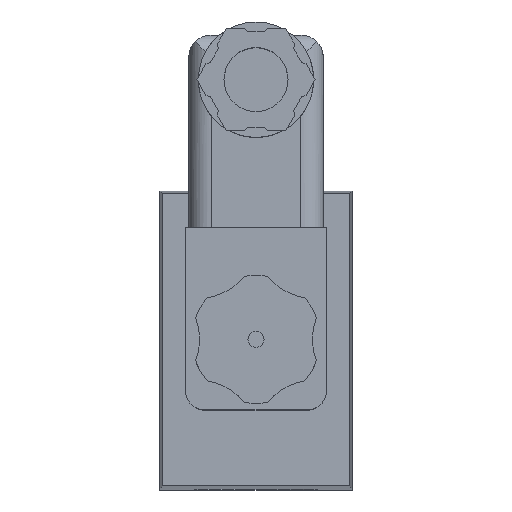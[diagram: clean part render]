
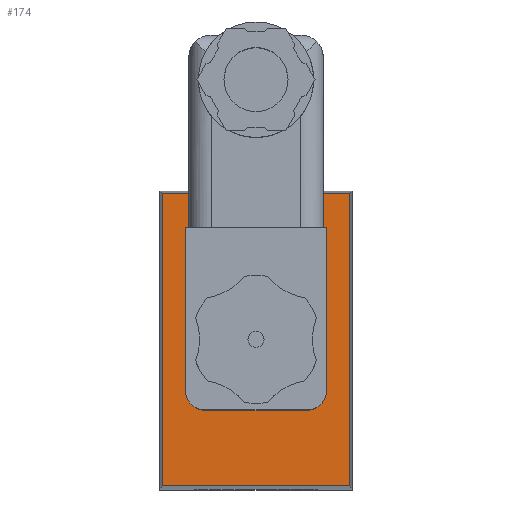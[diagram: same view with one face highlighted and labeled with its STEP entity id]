
A CAD part, top view. The second image highlights one B-rep face of the part: STEP entity #174.
In plain terms, the highlighted planar face has unit normal (0, 0, 1).
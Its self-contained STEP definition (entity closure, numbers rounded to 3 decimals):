
#174 = ADVANCED_FACE( '', ( #573 ), #574, .T. );
#573 = FACE_OUTER_BOUND( '', #1199, .T. );
#574 = PLANE( '', #1200 );
#1199 = EDGE_LOOP( '', ( #2407, #2408, #2409, #2410, #2411, #2412, #2413, #2414, #2415, #2416, #2417, #2418, #2419, #2420 ) );
#1200 = AXIS2_PLACEMENT_3D( '', #2421, #2422, #2423 );
#2407 = ORIENTED_EDGE( '', *, *, #4168, .T. );
#2408 = ORIENTED_EDGE( '', *, *, #4158, .F. );
#2409 = ORIENTED_EDGE( '', *, *, #4159, .F. );
#2410 = ORIENTED_EDGE( '', *, *, #4161, .F. );
#2411 = ORIENTED_EDGE( '', *, *, #4163, .F. );
#2412 = ORIENTED_EDGE( '', *, *, #4165, .F. );
#2413 = ORIENTED_EDGE( '', *, *, #4167, .F. );
#2414 = ORIENTED_EDGE( '', *, *, #4155, .F. );
#2415 = ORIENTED_EDGE( '', *, *, #4169, .F. );
#2416 = ORIENTED_EDGE( '', *, *, #4170, .T. );
#2417 = ORIENTED_EDGE( '', *, *, #4171, .T. );
#2418 = ORIENTED_EDGE( '', *, *, #4172, .T. );
#2419 = ORIENTED_EDGE( '', *, *, #4173, .T. );
#2420 = ORIENTED_EDGE( '', *, *, #4174, .T. );
#2421 = CARTESIAN_POINT( '', ( 0., 0., 18. ) );
#2422 = DIRECTION( '', ( 0., 0., 1. ) );
#2423 = DIRECTION( '', ( 1., 0., 0. ) );
#4155 = EDGE_CURVE( '', #5087, #5089, #5090, .T. );
#4158 = EDGE_CURVE( '', #5092, #5084, #5094, .T. );
#4159 = EDGE_CURVE( '', #5095, #5092, #5096, .T. );
#4161 = EDGE_CURVE( '', #5098, #5095, #5099, .T. );
#4163 = EDGE_CURVE( '', #5101, #5098, #5102, .T. );
#4165 = EDGE_CURVE( '', #5104, #5101, #5105, .T. );
#4167 = EDGE_CURVE( '', #5089, #5104, #5107, .T. );
#4168 = EDGE_CURVE( '', #5108, #5084, #5109, .T. );
#4169 = EDGE_CURVE( '', #5110, #5087, #5111, .T. );
#4170 = EDGE_CURVE( '', #5110, #5112, #5113, .T. );
#4171 = EDGE_CURVE( '', #5112, #5114, #5115, .T. );
#4172 = EDGE_CURVE( '', #5114, #5116, #5117, .T. );
#4173 = EDGE_CURVE( '', #5116, #5118, #5119, .T. );
#4174 = EDGE_CURVE( '', #5118, #5108, #5120, .T. );
#5084 = VERTEX_POINT( '', #6574 );
#5087 = VERTEX_POINT( '', #6578 );
#5089 = VERTEX_POINT( '', #6580 );
#5090 = LINE( '', #6581, #6582 );
#5092 = VERTEX_POINT( '', #6585 );
#5094 = LINE( '', #6588, #6589 );
#5095 = VERTEX_POINT( '', #6590 );
#5096 = LINE( '', #6591, #6592 );
#5098 = VERTEX_POINT( '', #6595 );
#5099 = CIRCLE( '', #6596, 3. );
#5101 = VERTEX_POINT( '', #6599 );
#5102 = LINE( '', #6600, #6601 );
#5104 = VERTEX_POINT( '', #6604 );
#5105 = CIRCLE( '', #6605, 3. );
#5107 = LINE( '', #6608, #6609 );
#5108 = VERTEX_POINT( '', #6610 );
#5109 = LINE( '', #6611, #6612 );
#5110 = VERTEX_POINT( '', #6613 );
#5111 = LINE( '', #6614, #6615 );
#5112 = VERTEX_POINT( '', #6616 );
#5113 = LINE( '', #6617, #6618 );
#5114 = VERTEX_POINT( '', #6619 );
#5115 = LINE( '', #6620, #6621 );
#5116 = VERTEX_POINT( '', #6622 );
#5117 = LINE( '', #6623, #6624 );
#5118 = VERTEX_POINT( '', #6625 );
#5119 = LINE( '', #6626, #6627 );
#5120 = LINE( '', #6628, #6629 );
#6574 = CARTESIAN_POINT( '', ( 7., 17.5, 18. ) );
#6578 = CARTESIAN_POINT( '', ( -7., 17.5, 18. ) );
#6580 = CARTESIAN_POINT( '', ( -11., 17.5, 18. ) );
#6581 = CARTESIAN_POINT( '', ( 11., 17.5, 18. ) );
#6582 = VECTOR( '', #8035, 1000. );
#6585 = CARTESIAN_POINT( '', ( 11., 17.5, 18. ) );
#6588 = CARTESIAN_POINT( '', ( 11., 17.5, 18. ) );
#6589 = VECTOR( '', #8038, 1000. );
#6590 = CARTESIAN_POINT( '', ( 11., -8., 18. ) );
#6591 = CARTESIAN_POINT( '', ( 11., -8., 18. ) );
#6592 = VECTOR( '', #8039, 1000. );
#6595 = CARTESIAN_POINT( '', ( 8., -11., 18. ) );
#6596 = AXIS2_PLACEMENT_3D( '', #8041, #8042, #8043 );
#6599 = CARTESIAN_POINT( '', ( -8., -11., 18. ) );
#6600 = CARTESIAN_POINT( '', ( -8., -11., 18. ) );
#6601 = VECTOR( '', #8045, 1000. );
#6604 = CARTESIAN_POINT( '', ( -11., -8., 18. ) );
#6605 = AXIS2_PLACEMENT_3D( '', #8047, #8048, #8049 );
#6608 = CARTESIAN_POINT( '', ( -11., 17.5, 18. ) );
#6609 = VECTOR( '', #8051, 1000. );
#6610 = CARTESIAN_POINT( '', ( 7., 22.8, 18. ) );
#6611 = CARTESIAN_POINT( '', ( 7., 47.5, 18. ) );
#6612 = VECTOR( '', #8052, 1000. );
#6613 = CARTESIAN_POINT( '', ( -7., 22.8, 18. ) );
#6614 = CARTESIAN_POINT( '', ( -7., 47.5, 18. ) );
#6615 = VECTOR( '', #8053, 1000. );
#6616 = CARTESIAN_POINT( '', ( -14.6, 22.8, 18. ) );
#6617 = CARTESIAN_POINT( '', ( 14.6, 22.8, 18. ) );
#6618 = VECTOR( '', #8054, 1000. );
#6619 = CARTESIAN_POINT( '', ( -14.6, -22.8, 18. ) );
#6620 = CARTESIAN_POINT( '', ( -14.6, 22.8, 18. ) );
#6621 = VECTOR( '', #8055, 1000. );
#6622 = CARTESIAN_POINT( '', ( 14.6, -22.8, 18. ) );
#6623 = CARTESIAN_POINT( '', ( -14.6, -22.8, 18. ) );
#6624 = VECTOR( '', #8056, 1000. );
#6625 = CARTESIAN_POINT( '', ( 14.6, 22.8, 18. ) );
#6626 = CARTESIAN_POINT( '', ( 14.6, -22.8, 18. ) );
#6627 = VECTOR( '', #8057, 1000. );
#6628 = CARTESIAN_POINT( '', ( 14.6, 22.8, 18. ) );
#6629 = VECTOR( '', #8058, 1000. );
#8035 = DIRECTION( '', ( -1., 0., 0. ) );
#8038 = DIRECTION( '', ( -1., 0., 0. ) );
#8039 = DIRECTION( '', ( 0., 1., 0. ) );
#8041 = CARTESIAN_POINT( '', ( 8., -8., 18. ) );
#8042 = DIRECTION( '', ( 0., 0., 1. ) );
#8043 = DIRECTION( '', ( 1., 0., 0. ) );
#8045 = DIRECTION( '', ( 1., 0., 0. ) );
#8047 = CARTESIAN_POINT( '', ( -8., -8., 18. ) );
#8048 = DIRECTION( '', ( 0., 0., 1. ) );
#8049 = DIRECTION( '', ( 1., 0., 0. ) );
#8051 = DIRECTION( '', ( 0., -1., 0. ) );
#8052 = DIRECTION( '', ( 0., -1., 0. ) );
#8053 = DIRECTION( '', ( 0., -1., 0. ) );
#8054 = DIRECTION( '', ( -1., 0., 0. ) );
#8055 = DIRECTION( '', ( 0., -1., 0. ) );
#8056 = DIRECTION( '', ( 1., 0., 0. ) );
#8057 = DIRECTION( '', ( 0., 1., 0. ) );
#8058 = DIRECTION( '', ( -1., 0., 0. ) );
